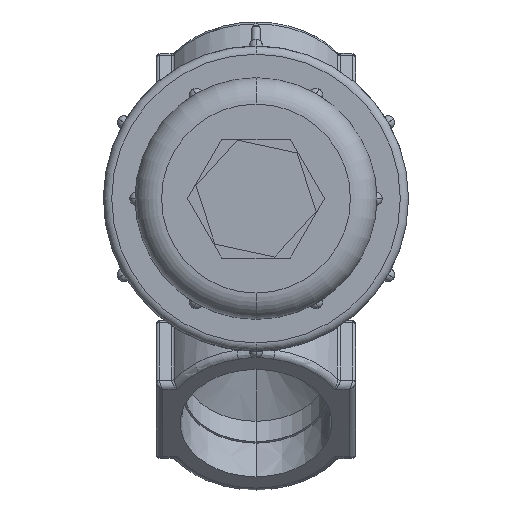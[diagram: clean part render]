
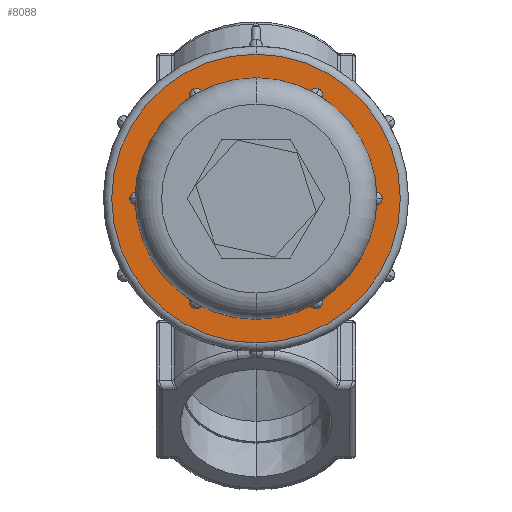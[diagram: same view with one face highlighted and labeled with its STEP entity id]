
A CAD part, front view. The second image highlights one B-rep face of the part: STEP entity #8088.
In plain terms, the highlighted planar face has unit normal (0, -1, 0).
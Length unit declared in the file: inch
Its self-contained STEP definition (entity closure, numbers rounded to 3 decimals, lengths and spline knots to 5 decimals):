
#57 = PLANE ( 'NONE',  #1242 ) ;
#178 = CIRCLE ( 'NONE', #233, 2.185 ) ;
#233 = AXIS2_PLACEMENT_3D ( 'NONE', #1670, #7265, #2478 ) ;
#786 = EDGE_CURVE ( 'NONE', #1370, #1716, #4664, .T. ) ;
#837 = DIRECTION ( 'NONE',  ( 0., -1., 0. ) ) ;
#1190 = CARTESIAN_POINT ( 'NONE',  ( 0., 1.8, 0. ) ) ;
#1242 = AXIS2_PLACEMENT_3D ( 'NONE', #1644, #4065, #9582 ) ;
#1370 = VERTEX_POINT ( 'NONE', #1829 ) ;
#1644 = CARTESIAN_POINT ( 'NONE',  ( 2.185, 1.8, 0. ) ) ;
#1670 = CARTESIAN_POINT ( 'NONE',  ( 0., 1.8, 0. ) ) ;
#1716 = VERTEX_POINT ( 'NONE', #3252 ) ;
#1756 = ORIENTED_EDGE ( 'NONE', *, *, #786, .F. ) ;
#1829 = CARTESIAN_POINT ( 'NONE',  ( 0., 1.8, -1.83 ) ) ;
#1995 = DIRECTION ( 'NONE',  ( 0., 0., -1. ) ) ;
#2355 = EDGE_LOOP ( 'NONE', ( #7671, #3452 ) ) ;
#2478 = DIRECTION ( 'NONE',  ( 0., 0., -1. ) ) ;
#3252 = CARTESIAN_POINT ( 'NONE',  ( 0., 1.8, 1.83 ) ) ;
#3350 = AXIS2_PLACEMENT_3D ( 'NONE', #3841, #9372, #4645 ) ;
#3411 = FACE_BOUND ( 'NONE', #6213, .T. ) ;
#3452 = ORIENTED_EDGE ( 'NONE', *, *, #7146, .T. ) ;
#3663 = FACE_OUTER_BOUND ( 'NONE', #2355, .T. ) ;
#3765 = CARTESIAN_POINT ( 'NONE',  ( 0., 1.8, 2.185 ) ) ;
#3841 = CARTESIAN_POINT ( 'NONE',  ( 0., 1.8, 0. ) ) ;
#4052 = CIRCLE ( 'NONE', #5067, 1.83 ) ;
#4065 = DIRECTION ( 'NONE',  ( 0., -1., 0. ) ) ;
#4645 = DIRECTION ( 'NONE',  ( 0., 0., -1. ) ) ;
#4664 = CIRCLE ( 'NONE', #3350, 1.83 ) ;
#4766 = CARTESIAN_POINT ( 'NONE',  ( 0., 1.8, -2.185 ) ) ;
#5067 = AXIS2_PLACEMENT_3D ( 'NONE', #5647, #837, #6467 ) ;
#5647 = CARTESIAN_POINT ( 'NONE',  ( 0., 1.8, 0. ) ) ;
#5815 = AXIS2_PLACEMENT_3D ( 'NONE', #1190, #6785, #1995 ) ;
#6213 = EDGE_LOOP ( 'NONE', ( #1756, #10120 ) ) ;
#6467 = DIRECTION ( 'NONE',  ( 0., 0., -1. ) ) ;
#6785 = DIRECTION ( 'NONE',  ( 0., -1., 0. ) ) ;
#7146 = EDGE_CURVE ( 'NONE', #8376, #8011, #178, .T. ) ;
#7265 = DIRECTION ( 'NONE',  ( 0., -1., 0. ) ) ;
#7671 = ORIENTED_EDGE ( 'NONE', *, *, #9395, .T. ) ;
#7931 = CIRCLE ( 'NONE', #5815, 2.185 ) ;
#8011 = VERTEX_POINT ( 'NONE', #4766 ) ;
#8088 = ADVANCED_FACE ( 'NONE', ( #3663, #3411 ), #57, .T. ) ;
#8376 = VERTEX_POINT ( 'NONE', #3765 ) ;
#9372 = DIRECTION ( 'NONE',  ( 0., -1., 0. ) ) ;
#9395 = EDGE_CURVE ( 'NONE', #8011, #8376, #7931, .T. ) ;
#9582 = DIRECTION ( 'NONE',  ( 0., 0., -1. ) ) ;
#9640 = EDGE_CURVE ( 'NONE', #1716, #1370, #4052, .T. ) ;
#10120 = ORIENTED_EDGE ( 'NONE', *, *, #9640, .F. ) ;
